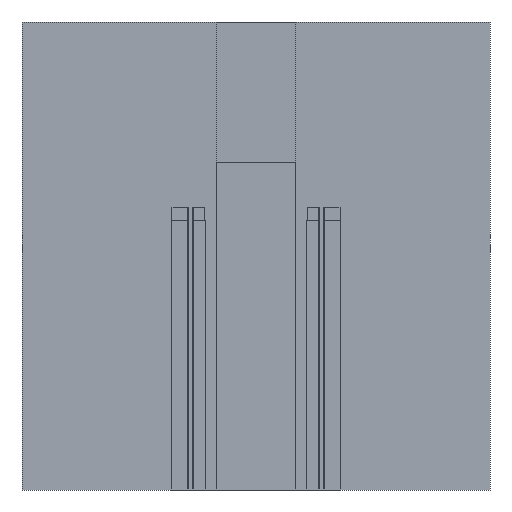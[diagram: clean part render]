
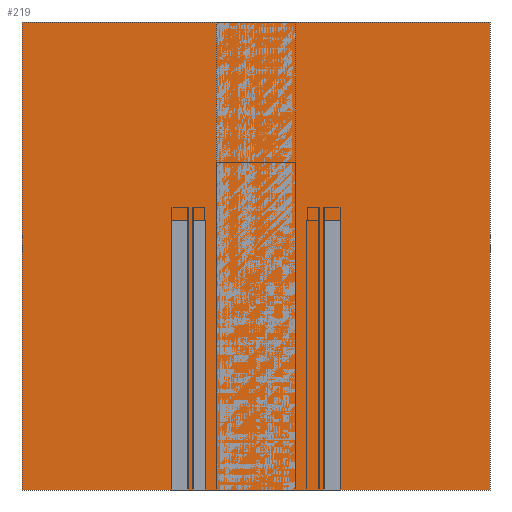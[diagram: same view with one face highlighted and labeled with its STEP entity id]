
A CAD part, front view. The second image highlights one B-rep face of the part: STEP entity #219.
In plain terms, the highlighted planar face has unit normal (0, -1, 0).
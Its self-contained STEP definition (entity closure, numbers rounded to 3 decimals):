
#219=ADVANCED_FACE('',(#654),#655,.T.);
#654=FACE_OUTER_BOUND('',#1565,.T.);
#655=PLANE('',#1566);
#1565=EDGE_LOOP('',(#2486,#2487,#2488,#2489));
#1566=AXIS2_PLACEMENT_3D('',#2490,#2491,#2492);
#2486=ORIENTED_EDGE('',*,*,#6031,.T.);
#2487=ORIENTED_EDGE('',*,*,#6032,.F.);
#2488=ORIENTED_EDGE('',*,*,#6033,.F.);
#2489=ORIENTED_EDGE('',*,*,#6029,.T.);
#2490=CARTESIAN_POINT('',(0.0,0.0,0.0));
#2491=DIRECTION('',(0.0,-1.0,0.0));
#2492=DIRECTION('',(1.0,0.0,-0.0));
#6029=EDGE_CURVE('',#7162,#7160,#7163,.T.);
#6031=EDGE_CURVE('',#7160,#7165,#7166,.T.);
#6032=EDGE_CURVE('',#7167,#7165,#7168,.T.);
#6033=EDGE_CURVE('',#7162,#7167,#7169,.T.);
#7160=VERTEX_POINT('',#9023);
#7162=VERTEX_POINT('',#9026);
#7163=LINE('',#9027,#9028);
#7165=VERTEX_POINT('',#9031);
#7166=LINE('',#9032,#9033);
#7167=VERTEX_POINT('',#9034);
#7168=LINE('',#9035,#9036);
#7169=LINE('',#9037,#9038);
#9023=CARTESIAN_POINT('',(500.0,0.0,1000.0));
#9026=CARTESIAN_POINT('',(500.0,0.0,0.0));
#9027=CARTESIAN_POINT('',(500.0,0.0,0.0));
#9028=VECTOR('',#11599,1.0);
#9031=CARTESIAN_POINT('',(-500.0,0.0,1000.0));
#9032=CARTESIAN_POINT('',(500.0,0.0,1000.0));
#9033=VECTOR('',#11601,1.0);
#9034=CARTESIAN_POINT('',(-500.0,0.0,0.0));
#9035=CARTESIAN_POINT('',(-500.0,0.0,0.0));
#9036=VECTOR('',#11602,1.0);
#9037=CARTESIAN_POINT('',(500.0,0.0,0.0));
#9038=VECTOR('',#11603,1.0);
#11599=DIRECTION('',(0.0,0.0,1.0));
#11601=DIRECTION('',(-1.0,0.0,0.0));
#11602=DIRECTION('',(0.0,0.0,1.0));
#11603=DIRECTION('',(-1.0,0.0,0.0));
